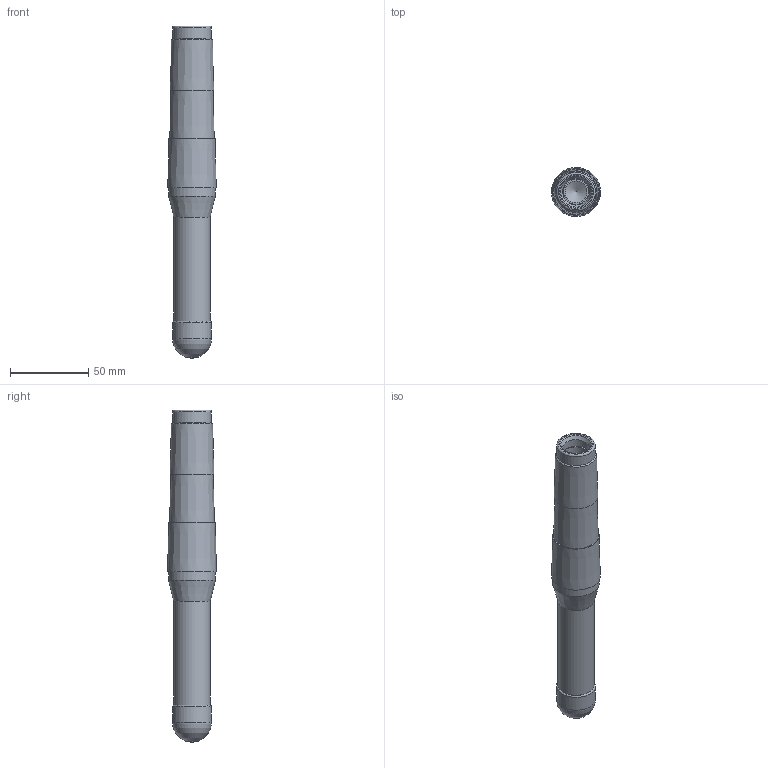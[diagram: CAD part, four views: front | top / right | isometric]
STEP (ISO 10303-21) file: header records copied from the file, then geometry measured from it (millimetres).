
FILE_DESCRIPTION(/* description */ (''),/* implementation_level */ '2;1');
FILE_NAME(/* name */ '25L2R110E04-SZP25_115009558ndi000_00-SIM.stp',/* time_stamp */ '2020-01-28T12:39:10+01:00',/* author */ (''),/* organization */ (''),/* preprocessor_version */ 'ST-DEVELOPER v16.7',/* originating_system */ 'SIEMENS PLM Software NX 12.0',/* authorisation */ '');
FILE_SCHEMA (('AUTOMOTIVE_DESIGN { 1 0 10303 214 3 1 1 1 }'));
Length unit declared in the file: millimetre
Products named in the file (1): hm153744A8CDt0m5
Bounding box: 31.32 x 31.32 x 212.48 mm (x, y, z)
Volume: 110112.5 mm3; surface area: 22904.4 mm2
Topology: 2 solids, 2 shells, 41 faces, 90 edges, 58 vertices
Faces by surface type: cone 12, revolution 12, plane 7, cylinder 6, sphere 3, torus 1
Full cylindrical faces by diameter (mm): 14 x1, 16 x1, 17 x1, 23.2 x1, 24.9 x1, 30 x1
Entity records: 913 total; most frequent: CARTESIAN_POINT 166, DIRECTION 159, FACE_BOUND 80, EDGE_LOOP 80, ORIENTED_EDGE 80, AXIS2_PLACEMENT_3D 72, CIRCLE 42, ADVANCED_FACE 41
